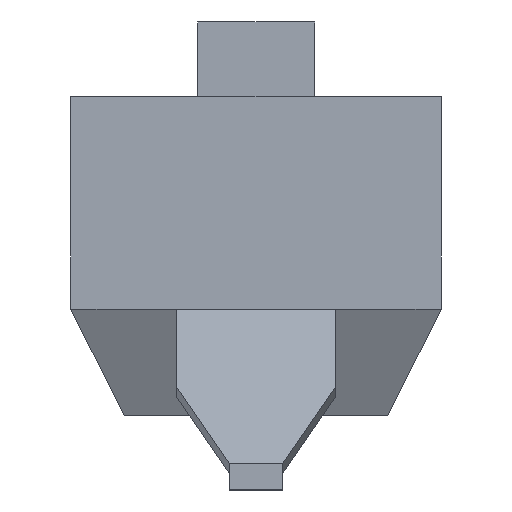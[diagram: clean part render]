
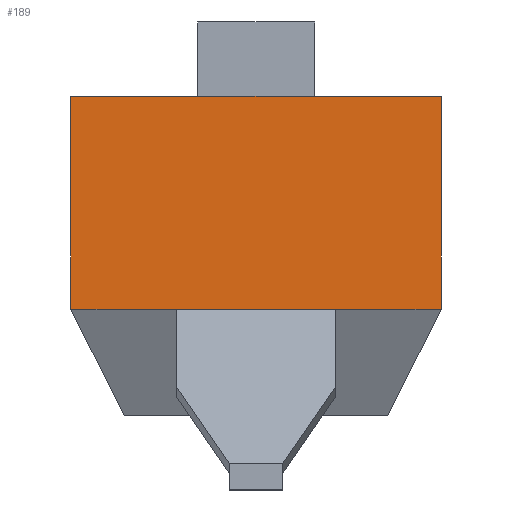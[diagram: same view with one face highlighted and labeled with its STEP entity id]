
A CAD part, front view. The second image highlights one B-rep face of the part: STEP entity #189.
In plain terms, the highlighted planar face has unit normal (0, -1, 0).
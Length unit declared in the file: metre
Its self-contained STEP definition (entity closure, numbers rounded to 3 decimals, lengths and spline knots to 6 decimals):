
#189 = ADVANCED_FACE( '', ( #507 ), #508, .F. );
#295 = EDGE_CURVE( '', #614, #601, #671, .T. );
#299 = EDGE_CURVE( '', #601, #579, #675, .T. );
#311 = EDGE_CURVE( '', #690, #620, #691, .T. );
#397 = EDGE_CURVE( '', #614, #690, #797, .T. );
#413 = EDGE_CURVE( '', #708, #620, #815, .T. );
#437 = EDGE_CURVE( '', #708, #579, #845, .T. );
#507 = FACE_OUTER_BOUND( '', #920, .T. );
#508 = PLANE( '', #921 );
#579 = VERTEX_POINT( '', #1021 );
#601 = VERTEX_POINT( '', #1051 );
#614 = VERTEX_POINT( '', #1070 );
#620 = VERTEX_POINT( '', #1080 );
#671 = LINE( '', #1161, #1162 );
#675 = LINE( '', #1169, #1170 );
#690 = VERTEX_POINT( '', #1196 );
#691 = LINE( '', #1197, #1198 );
#708 = VERTEX_POINT( '', #1222 );
#797 = LINE( '', #1361, #1362 );
#815 = LINE( '', #1391, #1392 );
#845 = LINE( '', #1435, #1436 );
#920 = EDGE_LOOP( '', ( #1506, #1507, #1508, #1509, #1510, #1511 ) );
#921 = AXIS2_PLACEMENT_3D( '', #1512, #1513, #1514 );
#1021 = CARTESIAN_POINT( '', ( -0.00075, -0.00309, 0.001697 ) );
#1051 = CARTESIAN_POINT( '', ( -0.00174, -0.00309, 0.001697 ) );
#1070 = CARTESIAN_POINT( '', ( -0.00174, -0.00309, 0.003697 ) );
#1080 = CARTESIAN_POINT( '', ( 0.00174, -0.00309, 0.001697 ) );
#1161 = CARTESIAN_POINT( '', ( -0.00174, -0.00309, 0.003697 ) );
#1162 = VECTOR( '', #1678, 1. );
#1169 = CARTESIAN_POINT( '', ( -0.00174, -0.00309, 0.001697 ) );
#1170 = VECTOR( '', #1680, 1. );
#1196 = CARTESIAN_POINT( '', ( 0.00174, -0.00309, 0.003697 ) );
#1197 = CARTESIAN_POINT( '', ( 0.00174, -0.00309, 0.003697 ) );
#1198 = VECTOR( '', #1686, 1. );
#1222 = CARTESIAN_POINT( '', ( 0.00075, -0.00309, 0.001697 ) );
#1361 = CARTESIAN_POINT( '', ( -0.00174, -0.00309, 0.003697 ) );
#1362 = VECTOR( '', #1839, 1. );
#1391 = CARTESIAN_POINT( '', ( -0.00174, -0.00309, 0.001697 ) );
#1392 = VECTOR( '', #1861, 1. );
#1435 = CARTESIAN_POINT( '', ( 0.00075, -0.00309, 0.001697 ) );
#1436 = VECTOR( '', #1916, 1. );
#1506 = ORIENTED_EDGE( '', *, *, #299, .T. );
#1507 = ORIENTED_EDGE( '', *, *, #437, .F. );
#1508 = ORIENTED_EDGE( '', *, *, #413, .T. );
#1509 = ORIENTED_EDGE( '', *, *, #311, .F. );
#1510 = ORIENTED_EDGE( '', *, *, #397, .F. );
#1511 = ORIENTED_EDGE( '', *, *, #295, .T. );
#1512 = CARTESIAN_POINT( '', ( -0.00174, -0.00309, 0.003697 ) );
#1513 = DIRECTION( '', ( 0., 1., 0. ) );
#1514 = DIRECTION( '', ( 1., 0., 0. ) );
#1678 = DIRECTION( '', ( 0., 0., -1. ) );
#1680 = DIRECTION( '', ( 1., 0., 0. ) );
#1686 = DIRECTION( '', ( 0., 0., -1. ) );
#1839 = DIRECTION( '', ( 1., 0., 0. ) );
#1861 = DIRECTION( '', ( 1., 0., 0. ) );
#1916 = DIRECTION( '', ( -1., 0., 0. ) );
